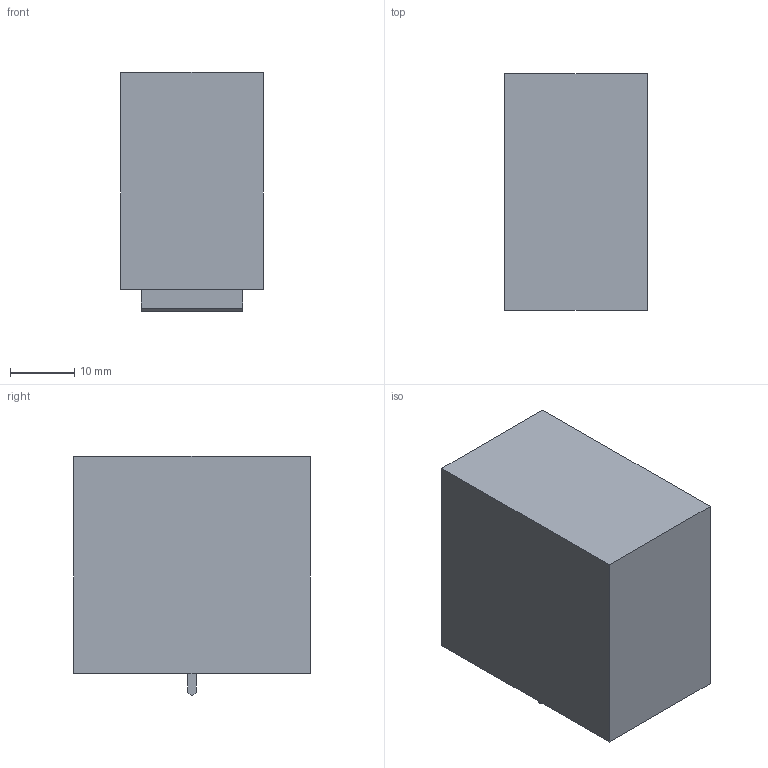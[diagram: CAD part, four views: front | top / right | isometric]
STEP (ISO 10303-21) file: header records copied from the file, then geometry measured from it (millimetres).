
FILE_DESCRIPTION( ( '' ), ' ' );
FILE_NAME( '5eac3e97a92953155a8117ac.step', '2020-05-01T15:21:59', ( '' ), ( '' ), ' ', ' ', ' ' );
FILE_SCHEMA( ( 'AUTOMOTIVE_DESIGN { 1 0 10303 214 1 1 1 1 }' ) );
Length unit declared in the file: metre
Products named in the file (1): DBS07 - Cuvette Cover
Bounding box: 22.15 x 36.68 x 37.08 mm (x, y, z)
Volume: 13412.2 mm3; surface area: 9389 mm2
Topology: 1 solids, 1 shells, 21 faces, 50 edges, 32 vertices
Faces by surface type: plane 21
Entity records: 776 total; most frequent: CARTESIAN_POINT 104, ORIENTED_EDGE 100, DIRECTION 94, EDGE_CURVE 50, LINE 50, VECTOR 50, VERTEX_POINT 32, AXIS2_PLACEMENT_3D 22
